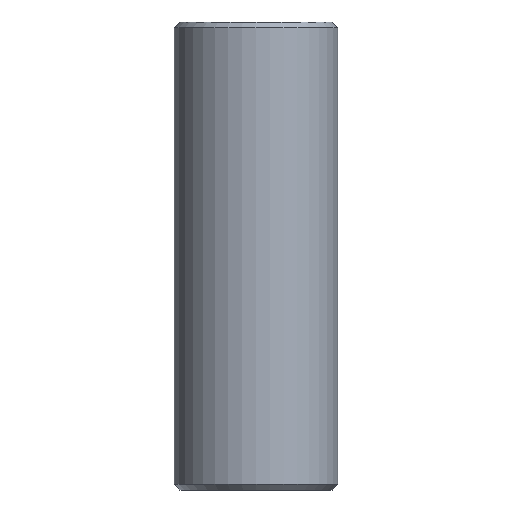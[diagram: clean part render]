
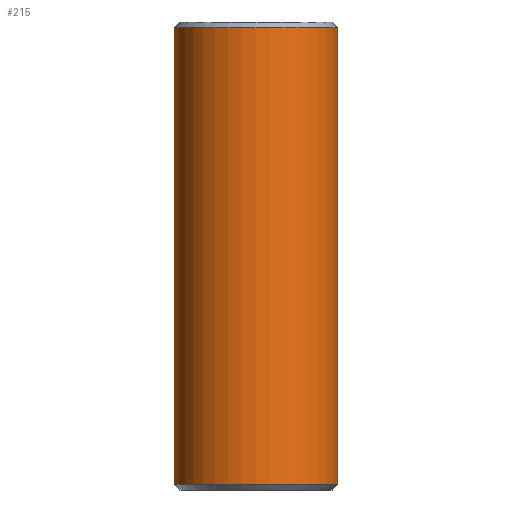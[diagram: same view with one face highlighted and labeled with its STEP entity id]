
A CAD part, front view. The second image highlights one B-rep face of the part: STEP entity #215.
In plain terms, the highlighted cylindrical face has radius 7 mm (diameter 14 mm), a partial arc.
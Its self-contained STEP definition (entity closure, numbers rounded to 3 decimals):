
#2 = CARTESIAN_POINT ( 'NONE',  ( 7., 0., 40. ) ) ;
#16 = DIRECTION ( 'NONE',  ( 1., 0., 0. ) ) ;
#22 = VERTEX_POINT ( 'NONE', #240 ) ;
#32 = CIRCLE ( 'NONE', #223, 7. ) ;
#33 = CARTESIAN_POINT ( 'NONE',  ( 0., 0., 40. ) ) ;
#56 = VERTEX_POINT ( 'NONE', #150 ) ;
#78 = VERTEX_POINT ( 'NONE', #327 ) ;
#87 = DIRECTION ( 'NONE',  ( 0., 0., -1. ) ) ;
#93 = EDGE_CURVE ( 'NONE', #211, #56, #305, .T. ) ;
#97 = CARTESIAN_POINT ( 'NONE',  ( 0., 0., 39.5 ) ) ;
#114 = DIRECTION ( 'NONE',  ( -1., 0., 0. ) ) ;
#121 = DIRECTION ( 'NONE',  ( 0., 0., -1. ) ) ;
#128 = ORIENTED_EDGE ( 'NONE', *, *, #227, .T. ) ;
#145 = DIRECTION ( 'NONE',  ( 0., 0., -1. ) ) ;
#150 = CARTESIAN_POINT ( 'NONE',  ( 7., 0., 0.5 ) ) ;
#154 = CARTESIAN_POINT ( 'NONE',  ( 0., 0., 0.5 ) ) ;
#161 = EDGE_CURVE ( 'NONE', #22, #78, #195, .T. ) ;
#164 = ORIENTED_EDGE ( 'NONE', *, *, #161, .T. ) ;
#172 = VECTOR ( 'NONE', #87, 1000. ) ;
#178 = DIRECTION ( 'NONE',  ( 1., 0., 0. ) ) ;
#180 = CIRCLE ( 'NONE', #277, 7. ) ;
#192 = CARTESIAN_POINT ( 'NONE',  ( 7., 0., 39.5 ) ) ;
#195 = LINE ( 'NONE', #333, #172 ) ;
#211 = VERTEX_POINT ( 'NONE', #192 ) ;
#215 = ADVANCED_FACE ( 'NONE', ( #270 ), #300, .T. ) ;
#216 = AXIS2_PLACEMENT_3D ( 'NONE', #33, #145, #114 ) ;
#223 = AXIS2_PLACEMENT_3D ( 'NONE', #154, #261, #16 ) ;
#227 = EDGE_CURVE ( 'NONE', #211, #22, #180, .T. ) ;
#238 = ORIENTED_EDGE ( 'NONE', *, *, #267, .T. ) ;
#240 = CARTESIAN_POINT ( 'NONE',  ( -7., 0., 39.5 ) ) ;
#258 = DIRECTION ( 'NONE',  ( 0., 0., -1. ) ) ;
#261 = DIRECTION ( 'NONE',  ( 0., 0., 1. ) ) ;
#267 = EDGE_CURVE ( 'NONE', #78, #56, #32, .T. ) ;
#270 = FACE_OUTER_BOUND ( 'NONE', #343, .T. ) ;
#277 = AXIS2_PLACEMENT_3D ( 'NONE', #97, #258, #178 ) ;
#300 = CYLINDRICAL_SURFACE ( 'NONE', #216, 7. ) ;
#302 = VECTOR ( 'NONE', #121, 1000. ) ;
#305 = LINE ( 'NONE', #2, #302 ) ;
#310 = ORIENTED_EDGE ( 'NONE', *, *, #93, .F. ) ;
#327 = CARTESIAN_POINT ( 'NONE',  ( -7., 0., 0.5 ) ) ;
#333 = CARTESIAN_POINT ( 'NONE',  ( -7., 0., 40. ) ) ;
#343 = EDGE_LOOP ( 'NONE', ( #310, #128, #164, #238 ) ) ;
